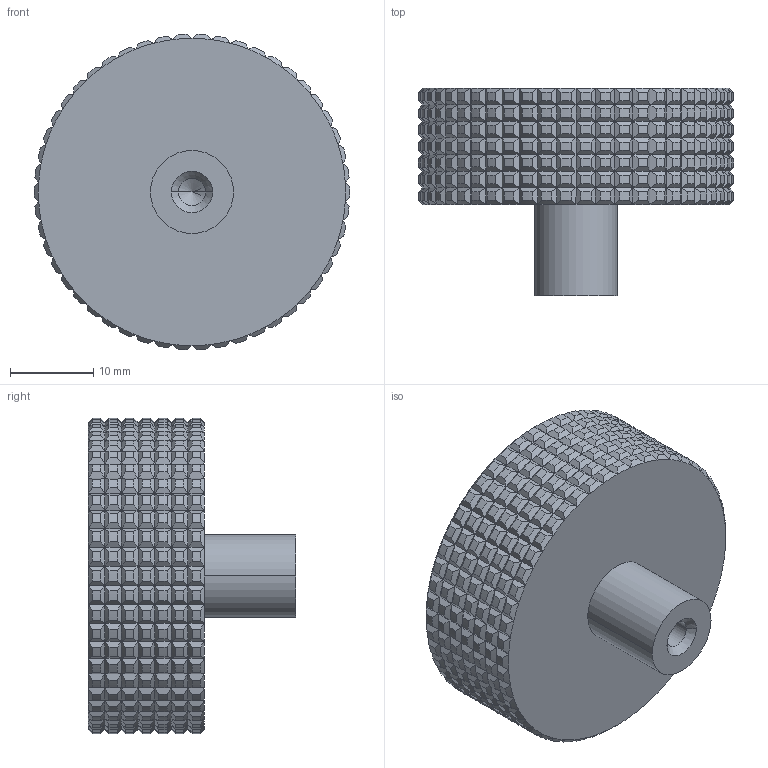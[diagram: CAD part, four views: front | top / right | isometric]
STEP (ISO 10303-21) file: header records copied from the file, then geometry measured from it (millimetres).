
FILE_DESCRIPTION(('Creo Elements/Direct Modeling STEP Export'),'2;1');
FILE_NAME('2599-38.stp','2022-10-12T11:03:58',(''),(''),'Creo Elements/Direct Modeling STEP processor for AP214 (Solid Model)','Creo Elements/Direct Modeling 20.0 12-Nov-2016 (C) Parametric Technology GmbH','');
FILE_SCHEMA(('AUTOMOTIVE_DESIGN { 1 0 10303 214 1 1 1 1 }'));
Products named in the file (1): AL-11787
Bounding box: 38 x 25 x 37.98 mm (x, y, z)
Volume: 16284.5 mm3; surface area: 4740.9 mm2
Topology: 1 solids, 1 shells, 1764 faces, 3576 edges, 1815 vertices
Faces by surface type: plane 704, cone 704, cylinder 356
Entity records: 44666 total; most frequent: CARTESIAN_POINT 20962, ORIENTED_EDGE 7148, EDGE_CURVE 3574, VERTEX_POINT 1815, EDGE_LOOP 1767, FACE_OUTER_BOUND 1764, ADVANCED_FACE 1764, B_SPLINE_CURVE_WITH_KNOTS 1400
